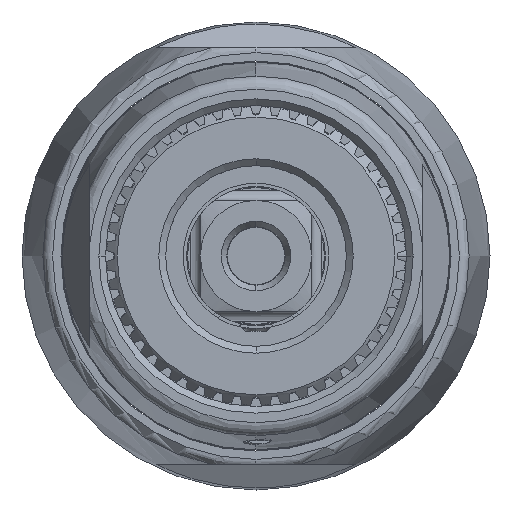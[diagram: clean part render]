
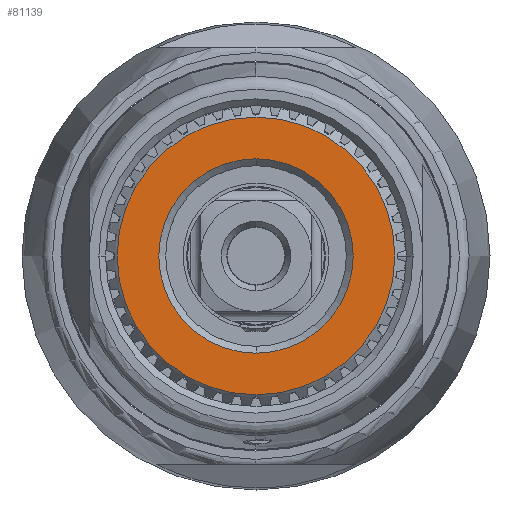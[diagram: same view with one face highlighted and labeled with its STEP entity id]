
A CAD part, left-side view. The second image highlights one B-rep face of the part: STEP entity #81139.
In plain terms, the highlighted planar face has unit normal (-1, 0, 0).
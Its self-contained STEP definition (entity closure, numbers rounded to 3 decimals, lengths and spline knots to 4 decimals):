
#69809=CARTESIAN_POINT('',(-6.3827,0.,0.));
#69810=DIRECTION('',(1.,0.,0.));
#69811=DIRECTION('',(0.,0.,-1.));
#69812=AXIS2_PLACEMENT_3D('',#69809,#69810,#69811);
#71631=CARTESIAN_POINT('',(-6.3827,0.,0.));
#71632=DIRECTION('',(-1.,0.,0.));
#71633=DIRECTION('',(0.,0.,-1.));
#71634=AXIS2_PLACEMENT_3D('',#71631,#71632,#71633);
#73138=CARTESIAN_POINT('',(-6.3827,0.,0.));
#73139=DIRECTION('',(-1.,0.,0.));
#73140=DIRECTION('',(0.,0.,1.));
#73141=AXIS2_PLACEMENT_3D('',#73138,#73139,#73140);
#73143=CARTESIAN_POINT('',(-6.3827,0.,0.));
#73144=DIRECTION('',(-1.,0.,0.));
#73145=DIRECTION('',(0.,0.,-1.));
#73146=AXIS2_PLACEMENT_3D('',#73143,#73144,#73145);
#74614=CARTESIAN_POINT('',(-6.3827,0.,-0.6245));
#74615=CARTESIAN_POINT('',(-6.3827,0.,0.6245));
#74616=VERTEX_POINT('',#74614);
#74617=VERTEX_POINT('',#74615);
#76338=CARTESIAN_POINT('',(-6.3827,0.,0.4374));
#76339=CARTESIAN_POINT('',(-6.3827,0.,-0.4374));
#76340=VERTEX_POINT('',#76338);
#76341=VERTEX_POINT('',#76339);
#81124=CARTESIAN_POINT('',(-6.3827,0.,0.));
#81125=DIRECTION('',(1.,0.,0.));
#81126=DIRECTION('',(0.,0.,1.));
#81127=AXIS2_PLACEMENT_3D('',#81124,#81125,#81126);
#81128=PLANE('',#81127);
#81129=ORIENTED_EDGE('',*,*,#79861,.F.);
#81130=ORIENTED_EDGE('',*,*,#79225,.T.);
#81131=EDGE_LOOP('',(#81129,#81130));
#81132=FACE_OUTER_BOUND('',#81131,.F.);
#81134=ORIENTED_EDGE('',*,*,#81133,.T.);
#81136=ORIENTED_EDGE('',*,*,#81135,.T.);
#81137=EDGE_LOOP('',(#81134,#81136));
#81138=FACE_BOUND('',#81137,.F.);
#81139=ADVANCED_FACE('',(#81132,#81138),#81128,.F.);
#69813=CIRCLE('',#69812,0.6245);
#71635=CIRCLE('',#71634,0.6245);
#73142=CIRCLE('',#73141,0.4374);
#73147=CIRCLE('',#73146,0.4374);
#79225=EDGE_CURVE('',#74616,#74617,#69813,.T.);
#79861=EDGE_CURVE('',#74616,#74617,#71635,.T.);
#81133=EDGE_CURVE('',#76340,#76341,#73142,.T.);
#81135=EDGE_CURVE('',#76341,#76340,#73147,.T.);
